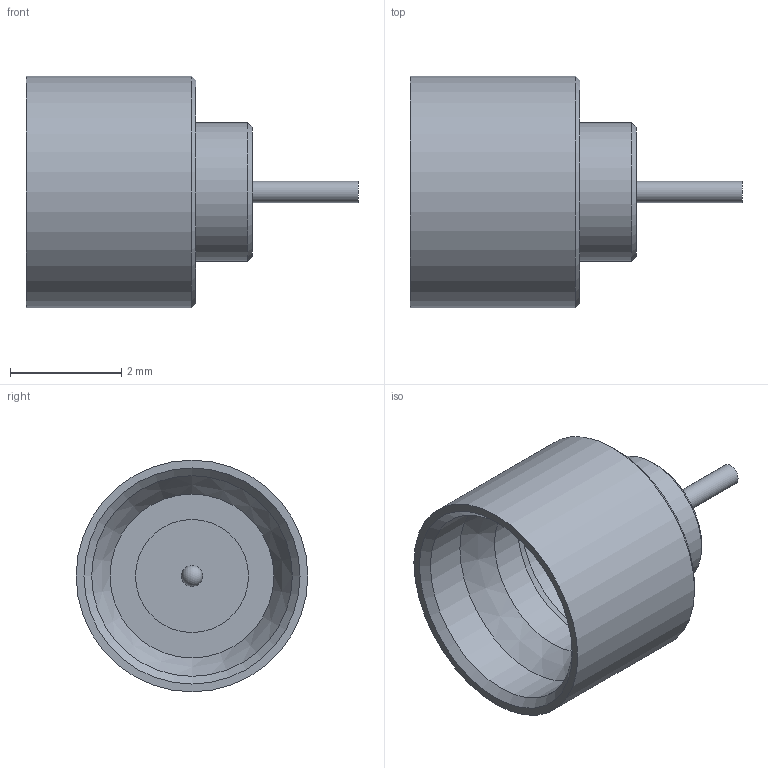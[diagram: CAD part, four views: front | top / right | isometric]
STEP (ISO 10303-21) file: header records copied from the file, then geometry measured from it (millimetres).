
FILE_DESCRIPTION (( 'STEP AP203' ), '1' );
FILE_NAME ('PE44933_3D.step', '2021-08-18T14:45:51', ( '' ), ( '' ), 'SwSTEP 2.0', 'SolidWorks 2021', '' );
FILE_SCHEMA (( 'CONFIG_CONTROL_DESIGN' ));
Length unit declared in the file: inch
Products named in the file (1): PE44933_3D
Bounding box: 5.97 x 4.17 x 4.17 mm (x, y, z)
Volume: 22.1 mm3; surface area: 106.6 mm2
Topology: 1 solids, 1 shells, 22 faces, 42 edges, 26 vertices
Faces by surface type: cylinder 9, plane 7, cone 5, sphere 1
Full cylindrical faces by diameter (mm): 0.381 x2, 2.032 x2, 2.489 x1, 2.946 x1, 3.175 x1, 3.607 x1, 4.166 x1
Entity records: 513 total; most frequent: DIRECTION 88, CARTESIAN_POINT 65, AXIS2_PLACEMENT_3D 44, ORIENTED_EDGE 42, EDGE_LOOP 42, FACE_OUTER_BOUND 31, ADVANCED_FACE 22, VERTEX_POINT 21
